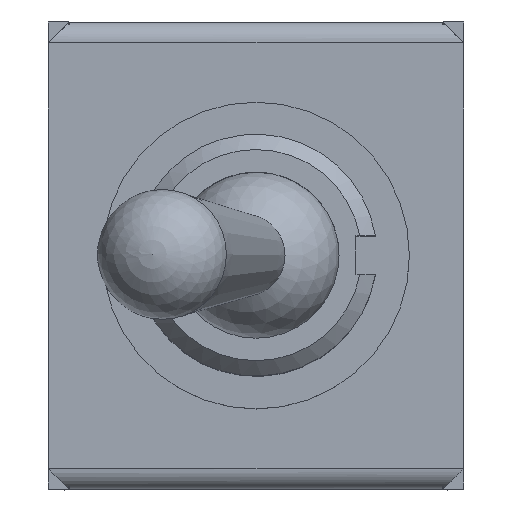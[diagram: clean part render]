
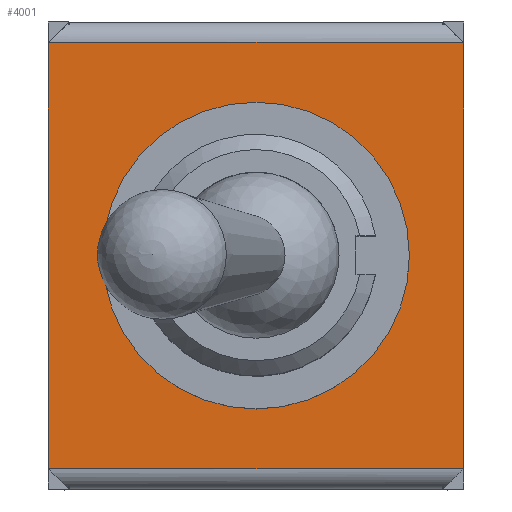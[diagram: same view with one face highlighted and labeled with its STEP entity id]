
A CAD part, top view. The second image highlights one B-rep face of the part: STEP entity #4001.
In plain terms, the highlighted planar face has unit normal (0, 0, 1).
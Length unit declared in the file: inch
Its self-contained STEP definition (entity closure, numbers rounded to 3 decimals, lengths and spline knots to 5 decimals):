
#163=FACE_BOUND('',#661,.T.);
#228=PLANE('',#4279);
#429=FACE_OUTER_BOUND('',#660,.T.);
#660=EDGE_LOOP('',(#3269,#3270,#3271,#3272,#3273,#3274,#3275,#3276));
#661=EDGE_LOOP('',(#3277));
#937=LINE('',#7297,#1359);
#941=LINE('',#7306,#1363);
#968=LINE('',#7365,#1390);
#970=LINE('',#7371,#1392);
#973=LINE('',#7376,#1395);
#974=LINE('',#7378,#1396);
#975=LINE('',#7380,#1397);
#976=LINE('',#7381,#1398);
#1359=VECTOR('',#4851,0.3937);
#1363=VECTOR('',#4859,0.3937);
#1390=VECTOR('',#4898,0.3937);
#1392=VECTOR('',#4904,0.3937);
#1395=VECTOR('',#4909,0.3937);
#1396=VECTOR('',#4910,0.3937);
#1397=VECTOR('',#4911,0.3937);
#1398=VECTOR('',#4912,0.3937);
#1631=CIRCLE('',#4153,0.11811);
#1705=VERTEX_POINT('',#5467);
#1897=VERTEX_POINT('',#7294);
#1898=VERTEX_POINT('',#7296);
#1901=VERTEX_POINT('',#7304);
#1926=VERTEX_POINT('',#7362);
#1927=VERTEX_POINT('',#7364);
#1929=VERTEX_POINT('',#7370);
#1931=VERTEX_POINT('',#7377);
#1932=VERTEX_POINT('',#7379);
#2101=EDGE_CURVE('',#1705,#1705,#1631,.T.);
#2375=EDGE_CURVE('',#1897,#1898,#937,.T.);
#2380=EDGE_CURVE('',#1901,#1897,#941,.T.);
#2410=EDGE_CURVE('',#1926,#1927,#968,.T.);
#2413=EDGE_CURVE('',#1927,#1929,#970,.T.);
#2416=EDGE_CURVE('',#1929,#1901,#973,.T.);
#2417=EDGE_CURVE('',#1931,#1926,#974,.T.);
#2418=EDGE_CURVE('',#1932,#1931,#975,.T.);
#2419=EDGE_CURVE('',#1898,#1932,#976,.T.);
#3269=ORIENTED_EDGE('',*,*,#2375,.F.);
#3270=ORIENTED_EDGE('',*,*,#2380,.F.);
#3271=ORIENTED_EDGE('',*,*,#2416,.F.);
#3272=ORIENTED_EDGE('',*,*,#2413,.F.);
#3273=ORIENTED_EDGE('',*,*,#2410,.F.);
#3274=ORIENTED_EDGE('',*,*,#2417,.F.);
#3275=ORIENTED_EDGE('',*,*,#2418,.F.);
#3276=ORIENTED_EDGE('',*,*,#2419,.F.);
#3277=ORIENTED_EDGE('',*,*,#2101,.T.);
#4001=ADVANCED_FACE('',(#429,#163),#228,.T.);
#4153=AXIS2_PLACEMENT_3D('',#5469,#4473,#4474);
#4279=AXIS2_PLACEMENT_3D('',#7375,#4907,#4908);
#4473=DIRECTION('center_axis',(0.,0.,
-1.));
#4474=DIRECTION('ref_axis',(-1.,0.,0.));
#4851=DIRECTION('',(1.,0.,0.));
#4859=DIRECTION('',(0.707,0.707,0.));
#4898=DIRECTION('',(-1.,0.,0.));
#4904=DIRECTION('',(-0.707,0.707,0.));
#4907=DIRECTION('center_axis',(0.,0.,
1.));
#4908=DIRECTION('ref_axis',(1.,0.,0.));
#4909=DIRECTION('',(0.,1.,0.));
#4910=DIRECTION('',(-0.707,-0.707,0.));
#4911=DIRECTION('',(0.,-1.,0.));
#4912=DIRECTION('',(0.707,-0.707,0.));
#5467=CARTESIAN_POINT('',(0.11811,0.,0.28858));
#5469=CARTESIAN_POINT('Origin',(0.,0.,
0.28858));
#7294=CARTESIAN_POINT('',(-0.15965,0.16417,0.28858));
#7296=CARTESIAN_POINT('',(0.15965,0.16417,0.28858));
#7297=CARTESIAN_POINT('',(-0.08002,0.16417,0.28858));
#7304=CARTESIAN_POINT('',(-0.16004,0.16378,0.28858));
#7306=CARTESIAN_POINT('',(-0.15694,0.16688,0.28858));
#7362=CARTESIAN_POINT('',(0.15965,-0.16417,0.28858));
#7364=CARTESIAN_POINT('',(-0.15965,-0.16417,0.28858));
#7365=CARTESIAN_POINT('',(0.08002,-0.16417,0.28858));
#7370=CARTESIAN_POINT('',(-0.16004,-0.16378,0.28858));
#7371=CARTESIAN_POINT('',(-0.15694,-0.16688,0.28858));
#7375=CARTESIAN_POINT('Origin',(0.,0.,
0.28858));
#7376=CARTESIAN_POINT('',(-0.16004,-0.17992,0.28858));
#7377=CARTESIAN_POINT('',(0.16004,-0.16378,0.28858));
#7378=CARTESIAN_POINT('',(0.15694,-0.16688,0.28858));
#7379=CARTESIAN_POINT('',(0.16004,0.16378,0.28858));
#7380=CARTESIAN_POINT('',(0.16004,0.17992,0.28858));
#7381=CARTESIAN_POINT('',(0.15694,0.16688,0.28858));
